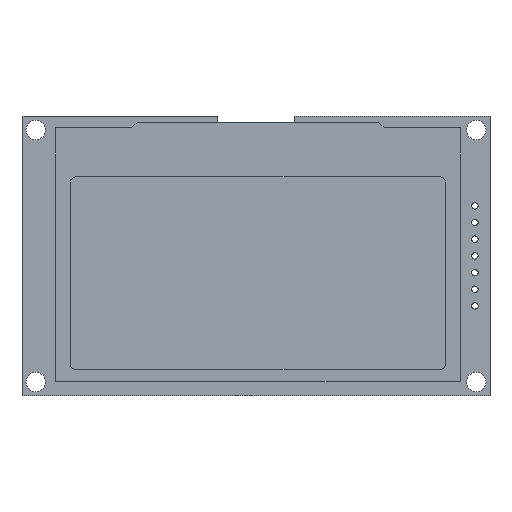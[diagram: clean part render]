
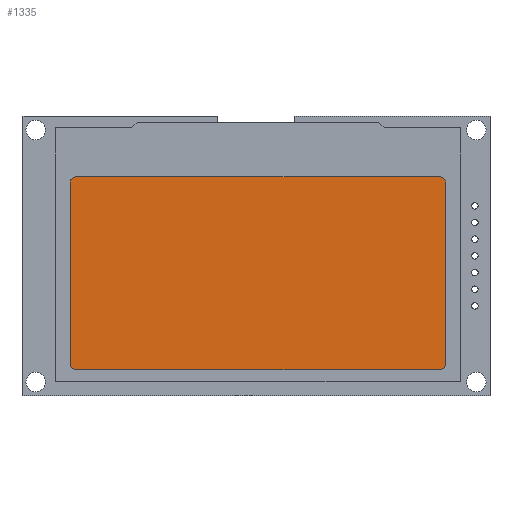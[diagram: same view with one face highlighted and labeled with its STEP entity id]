
A CAD part, front view. The second image highlights one B-rep face of the part: STEP entity #1335.
In plain terms, the highlighted planar face has unit normal (0, -1, 0).
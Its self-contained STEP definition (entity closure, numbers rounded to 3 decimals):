
#57=PLANE('',#1436);
#113=FACE_OUTER_BOUND('',#188,.T.);
#188=EDGE_LOOP('',(#958,#959,#960,#961,#962,#963,#964,#965));
#283=LINE('',#1943,#426);
#286=LINE('',#1954,#429);
#290=LINE('',#1966,#433);
#293=LINE('',#1975,#436);
#426=VECTOR('',#1555,10.);
#429=VECTOR('',#1566,10.);
#433=VECTOR('',#1578,10.);
#436=VECTOR('',#1589,10.);
#565=CIRCLE('',#1421,1.);
#567=CIRCLE('',#1425,1.);
#569=CIRCLE('',#1429,1.);
#571=CIRCLE('',#1433,1.);
#611=VERTEX_POINT('',#1930);
#612=VERTEX_POINT('',#1931);
#616=VERTEX_POINT('',#1941);
#617=VERTEX_POINT('',#1945);
#618=VERTEX_POINT('',#1946);
#621=VERTEX_POINT('',#1957);
#622=VERTEX_POINT('',#1958);
#625=VERTEX_POINT('',#1969);
#737=EDGE_CURVE('',#611,#612,#565,.T.);
#743=EDGE_CURVE('',#616,#612,#283,.T.);
#744=EDGE_CURVE('',#617,#618,#567,.T.);
#748=EDGE_CURVE('',#611,#618,#286,.T.);
#750=EDGE_CURVE('',#621,#622,#569,.T.);
#754=EDGE_CURVE('',#617,#622,#290,.T.);
#756=EDGE_CURVE('',#616,#625,#571,.T.);
#759=EDGE_CURVE('',#621,#625,#293,.T.);
#958=ORIENTED_EDGE('',*,*,#737,.T.);
#959=ORIENTED_EDGE('',*,*,#743,.F.);
#960=ORIENTED_EDGE('',*,*,#756,.T.);
#961=ORIENTED_EDGE('',*,*,#759,.F.);
#962=ORIENTED_EDGE('',*,*,#750,.T.);
#963=ORIENTED_EDGE('',*,*,#754,.F.);
#964=ORIENTED_EDGE('',*,*,#744,.T.);
#965=ORIENTED_EDGE('',*,*,#748,.F.);
#1335=ADVANCED_FACE('',(#113),#57,.F.);
#1421=AXIS2_PLACEMENT_3D('',#1932,#1545,#1546);
#1425=AXIS2_PLACEMENT_3D('',#1947,#1558,#1559);
#1429=AXIS2_PLACEMENT_3D('',#1959,#1570,#1571);
#1433=AXIS2_PLACEMENT_3D('',#1970,#1582,#1583);
#1436=AXIS2_PLACEMENT_3D('',#1977,#1591,#1592);
#1545=DIRECTION('center_axis',(0.,-1.,0.));
#1546=DIRECTION('ref_axis',(-0.707,0.,0.707));
#1555=DIRECTION('',(0.,0.,1.));
#1558=DIRECTION('center_axis',(0.,-1.,0.));
#1559=DIRECTION('ref_axis',(0.707,0.,0.707));
#1566=DIRECTION('',(1.,0.,0.));
#1570=DIRECTION('center_axis',(0.,-1.,0.));
#1571=DIRECTION('ref_axis',(0.707,0.,-0.707));
#1578=DIRECTION('',(0.,0.,-1.));
#1582=DIRECTION('center_axis',(0.,-1.,0.));
#1583=DIRECTION('ref_axis',(-0.707,0.,-0.707));
#1589=DIRECTION('',(-1.,0.,0.));
#1591=DIRECTION('center_axis',(0.,1.,0.));
#1592=DIRECTION('ref_axis',(0.,0.,1.));
#1930=CARTESIAN_POINT('',(-27.6,-2.2,12.2));
#1931=CARTESIAN_POINT('',(-28.6,-2.2,11.2));
#1932=CARTESIAN_POINT('Origin',(-27.6,-2.2,11.2));
#1941=CARTESIAN_POINT('',(-28.6,-2.2,-16.5));
#1943=CARTESIAN_POINT('',(-28.6,-2.2,4.775));
#1945=CARTESIAN_POINT('',(29.2,-2.2,11.2));
#1946=CARTESIAN_POINT('',(28.2,-2.2,12.2));
#1947=CARTESIAN_POINT('Origin',(28.2,-2.2,11.2));
#1954=CARTESIAN_POINT('',(14.75,-2.2,12.2));
#1957=CARTESIAN_POINT('',(28.2,-2.2,-17.5));
#1958=CARTESIAN_POINT('',(29.2,-2.2,-16.5));
#1959=CARTESIAN_POINT('Origin',(28.2,-2.2,-16.5));
#1966=CARTESIAN_POINT('',(29.2,-2.2,-10.075));
#1969=CARTESIAN_POINT('',(-27.6,-2.2,-17.5));
#1970=CARTESIAN_POINT('Origin',(-27.6,-2.2,-16.5));
#1975=CARTESIAN_POINT('',(-14.15,-2.2,-17.5));
#1977=CARTESIAN_POINT('Origin',(0.3,-2.2,-2.65));
